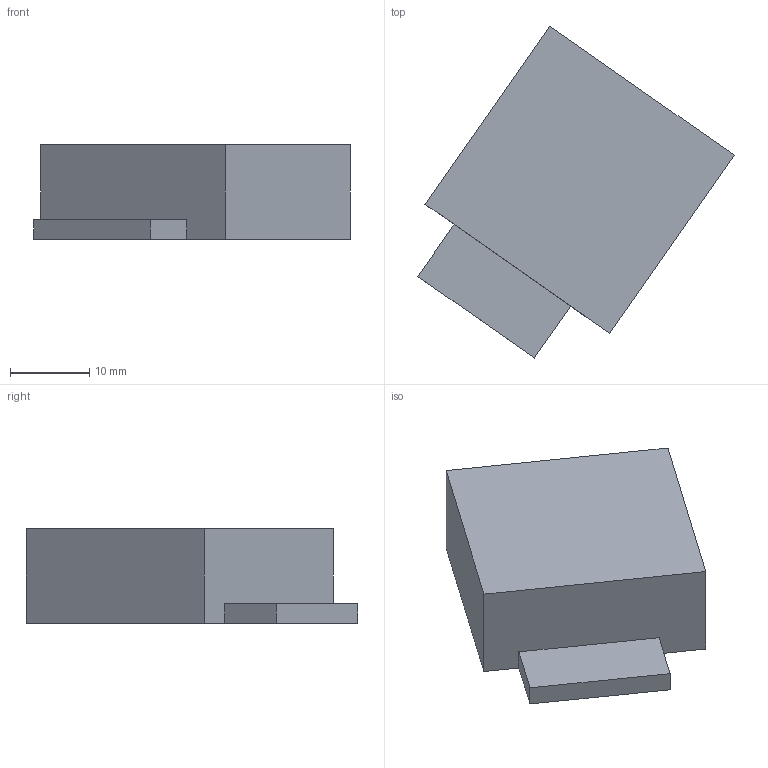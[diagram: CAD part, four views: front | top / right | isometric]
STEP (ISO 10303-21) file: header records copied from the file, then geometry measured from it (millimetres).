
FILE_DESCRIPTION(('FreeCAD Model'),'2;1');
FILE_NAME('RTC.stp', '2015-10-12T20:21:10',('FreeCAD'),('FreeCAD'), 'Open CASCADE STEP processor 6.7','FreeCAD','Unknown');
FILE_SCHEMA(('AUTOMOTIVE_DESIGN_CC2 { 1 2 10303 214 -1 1 5 4 }'));
Length unit declared in the file: millimetre
Products named in the file (1): Open CASCADE STEP translator 6.7 1
Bounding box: 40.02 x 41.99 x 12 mm (x, y, z)
Volume: 9765 mm3; surface area: 3239.5 mm2
Topology: 1 solids, 1 shells, 11 faces, 25 edges, 16 vertices
Faces by surface type: plane 11
Entity records: 638 total; most frequent: CARTESIAN_POINT 103, DIRECTION 99, LINE 75, VECTOR 75, ORIENTED_EDGE 50, PCURVE 50, DEFINITIONAL_REPRESENTATION 50, EDGE_CURVE 25
